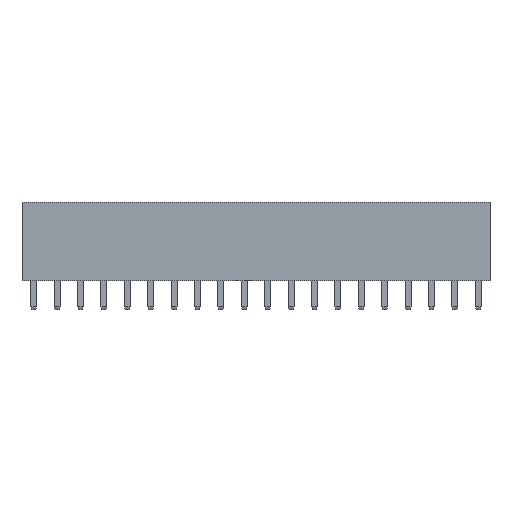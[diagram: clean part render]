
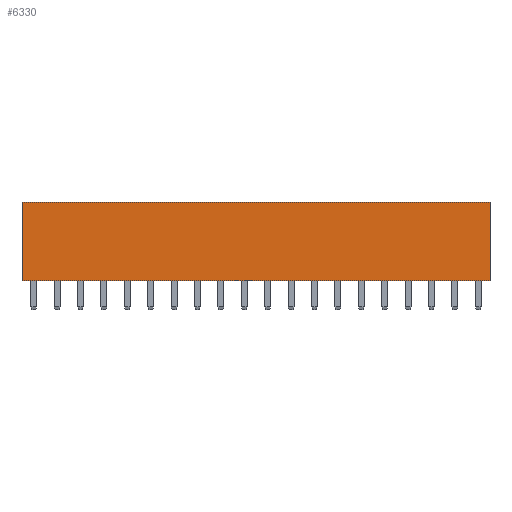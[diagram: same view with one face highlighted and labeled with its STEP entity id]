
A CAD part, top view. The second image highlights one B-rep face of the part: STEP entity #6330.
In plain terms, the highlighted planar face has unit normal (0, 0, 1).
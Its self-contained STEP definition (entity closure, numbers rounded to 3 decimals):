
#3558 = DIRECTION ( 'NONE',  ( 0., -1., 0. ) ) ;
#3559 = VECTOR ( 'NONE', #3558, 1000. ) ;
#3560 = CARTESIAN_POINT ( 'NONE',  ( -49.53, 8.5, 1.27 ) ) ;
#3561 = LINE ( 'NONE', #3560, #3559 ) ;
#3595 = DIRECTION ( 'NONE',  ( 0., -1., 0. ) ) ;
#3596 = VECTOR ( 'NONE', #3595, 1000. ) ;
#3597 = CARTESIAN_POINT ( 'NONE',  ( 1.27, 8.5, 1.27 ) ) ;
#3598 = LINE ( 'NONE', #3597, #3596 ) ;
#3600 = CARTESIAN_POINT ( 'NONE',  ( 1.27, 0., 1.27 ) ) ;
#3601 = CARTESIAN_POINT ( 'NONE',  ( -49.53, 8.5, 1.27 ) ) ;
#3602 = CARTESIAN_POINT ( 'NONE',  ( -49.53, 0., 1.27 ) ) ;
#3603 = DIRECTION ( 'NONE',  ( 1., 0., 0. ) ) ;
#3604 = VECTOR ( 'NONE', #3603, 1000. ) ;
#3605 = CARTESIAN_POINT ( 'NONE',  ( -1.27, 0., 1.27 ) ) ;
#3606 = LINE ( 'NONE', #3605, #3604 ) ;
#3607 = DIRECTION ( 'NONE',  ( -1., 0., 0. ) ) ;
#3608 = DIRECTION ( 'NONE',  ( 0., 0., -1. ) ) ;
#3609 = CARTESIAN_POINT ( 'NONE',  ( -1.27, 8.5, 1.27 ) ) ;
#3610 = AXIS2_PLACEMENT_3D ( 'NONE', #3609, #3608, #3607 ) ;
#3611 = PLANE ( 'NONE',  #3610 ) ;
#3612 = FACE_OUTER_BOUND ( 'NONE', #6325, .T. ) ;
#3613 = CARTESIAN_POINT ( 'NONE',  ( 1.27, 8.5, 1.27 ) ) ;
#3614 = DIRECTION ( 'NONE',  ( 1., 0., 0. ) ) ;
#3615 = VECTOR ( 'NONE', #3614, 1000. ) ;
#3616 = CARTESIAN_POINT ( 'NONE',  ( -1.27, 8.5, 1.27 ) ) ;
#3617 = LINE ( 'NONE', #3616, #3615 ) ;
#6312 = ORIENTED_EDGE ( 'NONE', *, *, #6318, .T. ) ;
#6318 = EDGE_CURVE ( 'NONE', #6334, #6332, #3561, .T. ) ;
#6325 = EDGE_LOOP ( 'NONE', ( #6333, #6329, #6326, #6312 ) ) ;
#6326 = ORIENTED_EDGE ( 'NONE', *, *, #6327, .F. ) ;
#6327 = EDGE_CURVE ( 'NONE', #6334, #6328, #3617, .T. ) ;
#6328 = VERTEX_POINT ( 'NONE', #3613 ) ;
#6329 = ORIENTED_EDGE ( 'NONE', *, *, #6336, .F. ) ;
#6330 = ADVANCED_FACE ( 'NONE', ( #3612 ), #3611, .F. ) ;
#6331 = EDGE_CURVE ( 'NONE', #6332, #6335, #3606, .T. ) ;
#6332 = VERTEX_POINT ( 'NONE', #3602 ) ;
#6333 = ORIENTED_EDGE ( 'NONE', *, *, #6331, .T. ) ;
#6334 = VERTEX_POINT ( 'NONE', #3601 ) ;
#6335 = VERTEX_POINT ( 'NONE', #3600 ) ;
#6336 = EDGE_CURVE ( 'NONE', #6328, #6335, #3598, .T. ) ;
